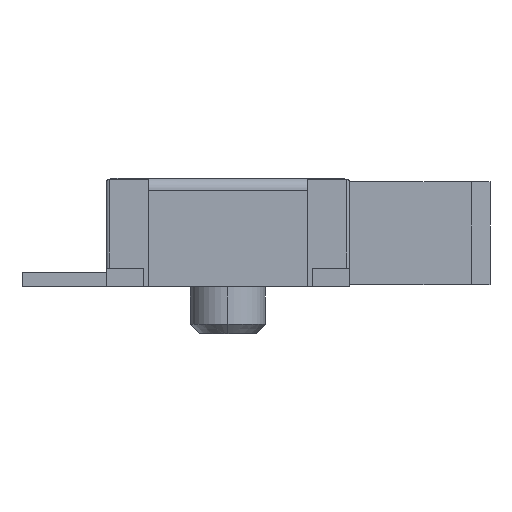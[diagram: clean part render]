
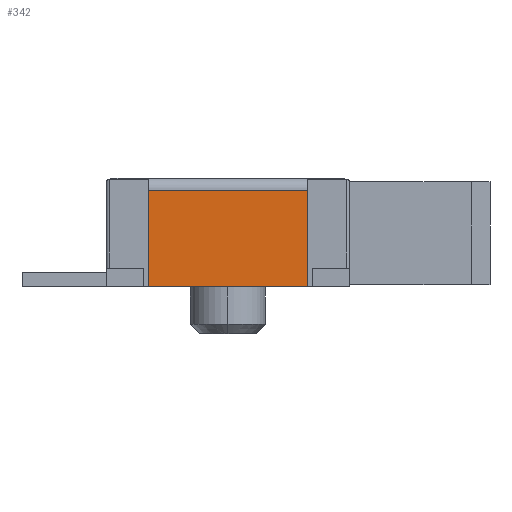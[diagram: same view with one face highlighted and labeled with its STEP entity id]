
A CAD part, left-side view. The second image highlights one B-rep face of the part: STEP entity #342.
In plain terms, the highlighted planar face has unit normal (-1, 0, 0).
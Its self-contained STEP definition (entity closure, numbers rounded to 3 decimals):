
#165 = DIRECTION ( 'NONE',  ( 0., 1., 0. ) ) ;
#215 = CARTESIAN_POINT ( 'NONE',  ( -3.36, -0.85, 1.035 ) ) ;
#219 = CARTESIAN_POINT ( 'NONE',  ( -3.36, 0.85, 1.035 ) ) ;
#248 = ORIENTED_EDGE ( 'NONE', *, *, #347, .T. ) ;
#342 = ADVANCED_FACE ( 'NONE', ( #2826 ), #2254, .T. ) ;
#347 = EDGE_CURVE ( 'NONE', #3956, #3175, #2026, .T. ) ;
#503 = VECTOR ( 'NONE', #3511, 1000. ) ;
#618 = ORIENTED_EDGE ( 'NONE', *, *, #761, .T. ) ;
#761 = EDGE_CURVE ( 'NONE', #3773, #3956, #4499, .T. ) ;
#770 = CARTESIAN_POINT ( 'NONE',  ( -3.36, 0., 0. ) ) ;
#797 = EDGE_CURVE ( 'NONE', #3773, #1880, #4194, .T. ) ;
#876 = ORIENTED_EDGE ( 'NONE', *, *, #3904, .F. ) ;
#939 = VECTOR ( 'NONE', #3759, 1000. ) ;
#1148 = VECTOR ( 'NONE', #3304, 1000. ) ;
#1576 = CARTESIAN_POINT ( 'NONE',  ( -3.36, 0., 0. ) ) ;
#1763 = CARTESIAN_POINT ( 'NONE',  ( -3.36, 0.85, 0. ) ) ;
#1880 = VERTEX_POINT ( 'NONE', #1763 ) ;
#1914 = DIRECTION ( 'NONE',  ( -1., 0., 0. ) ) ;
#2018 = AXIS2_PLACEMENT_3D ( 'NONE', #1576, #1914, #4329 ) ;
#2026 = LINE ( 'NONE', #2269, #3643 ) ;
#2063 = LINE ( 'NONE', #2613, #1148 ) ;
#2254 = PLANE ( 'NONE',  #2018 ) ;
#2269 = CARTESIAN_POINT ( 'NONE',  ( -3.36, 0., 1.035 ) ) ;
#2453 = CARTESIAN_POINT ( 'NONE',  ( -3.36, -0.85, 0. ) ) ;
#2613 = CARTESIAN_POINT ( 'NONE',  ( -3.36, 0.85, 1.16 ) ) ;
#2826 = FACE_OUTER_BOUND ( 'NONE', #3052, .T. ) ;
#3052 = EDGE_LOOP ( 'NONE', ( #3229, #618, #248, #876 ) ) ;
#3175 = VERTEX_POINT ( 'NONE', #219 ) ;
#3229 = ORIENTED_EDGE ( 'NONE', *, *, #797, .F. ) ;
#3304 = DIRECTION ( 'NONE',  ( 0., 0., 1. ) ) ;
#3502 = CARTESIAN_POINT ( 'NONE',  ( -3.36, -0.85, 0. ) ) ;
#3511 = DIRECTION ( 'NONE',  ( 0., 1., 0. ) ) ;
#3643 = VECTOR ( 'NONE', #165, 1000. ) ;
#3759 = DIRECTION ( 'NONE',  ( 0., 0., 1. ) ) ;
#3773 = VERTEX_POINT ( 'NONE', #3502 ) ;
#3904 = EDGE_CURVE ( 'NONE', #1880, #3175, #2063, .T. ) ;
#3956 = VERTEX_POINT ( 'NONE', #215 ) ;
#4194 = LINE ( 'NONE', #770, #503 ) ;
#4329 = DIRECTION ( 'NONE',  ( 0., 0., 1. ) ) ;
#4499 = LINE ( 'NONE', #2453, #939 ) ;
